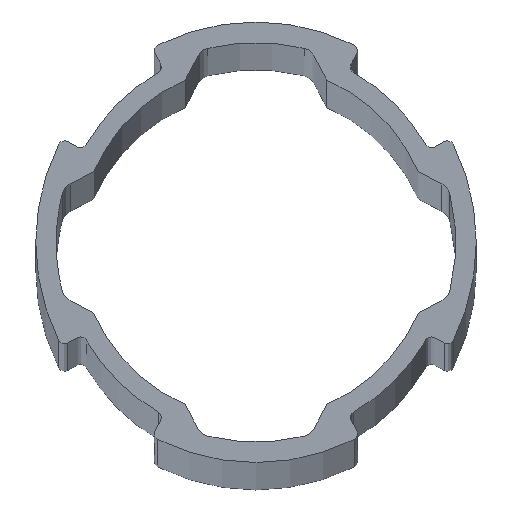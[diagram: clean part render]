
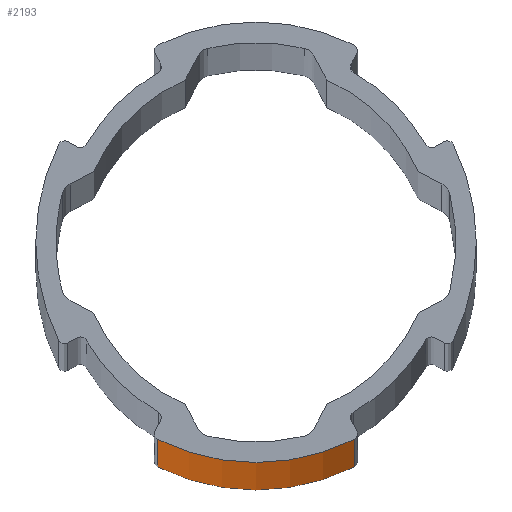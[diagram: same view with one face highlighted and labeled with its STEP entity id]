
A CAD part, top view. The second image highlights one B-rep face of the part: STEP entity #2193.
In plain terms, the highlighted cylindrical face has radius 14 mm (diameter 28 mm), a partial arc.
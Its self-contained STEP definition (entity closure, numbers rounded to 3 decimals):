
#59 = CARTESIAN_POINT ( 'NONE',  ( 0., 0., 1000. ) ) ;
#94 = DIRECTION ( 'NONE',  ( 1., 0., 0. ) ) ;
#216 = CIRCLE ( 'NONE', #862, 14. ) ;
#248 = CARTESIAN_POINT ( 'NONE',  ( -6.234, -12.535, 1000. ) ) ;
#270 = CARTESIAN_POINT ( 'NONE',  ( 0., 0., 1000. ) ) ;
#295 = VERTEX_POINT ( 'NONE', #1167 ) ;
#364 = CARTESIAN_POINT ( 'NONE',  ( 6.234, -12.535, 0. ) ) ;
#377 = LINE ( 'NONE', #1952, #1690 ) ;
#391 = VERTEX_POINT ( 'NONE', #1019 ) ;
#456 = DIRECTION ( 'NONE',  ( 0., 0., -1. ) ) ;
#514 = EDGE_CURVE ( 'NONE', #391, #846, #377, .T. ) ;
#675 = VERTEX_POINT ( 'NONE', #2015 ) ;
#734 = EDGE_LOOP ( 'NONE', ( #835, #2112, #923, #1972 ) ) ;
#753 = DIRECTION ( 'NONE',  ( 1., 0., 0. ) ) ;
#835 = ORIENTED_EDGE ( 'NONE', *, *, #1635, .T. ) ;
#846 = VERTEX_POINT ( 'NONE', #364 ) ;
#858 = CIRCLE ( 'NONE', #2136, 14. ) ;
#862 = AXIS2_PLACEMENT_3D ( 'NONE', #1636, #2172, #94 ) ;
#923 = ORIENTED_EDGE ( 'NONE', *, *, #1342, .F. ) ;
#938 = DIRECTION ( 'NONE',  ( 0., 0., -1. ) ) ;
#1019 = CARTESIAN_POINT ( 'NONE',  ( 6.234, -12.535, 1000. ) ) ;
#1126 = EDGE_CURVE ( 'NONE', #295, #675, #1267, .T. ) ;
#1134 = DIRECTION ( 'NONE',  ( -1., 0., 0. ) ) ;
#1146 = VECTOR ( 'NONE', #938, 1000. ) ;
#1167 = CARTESIAN_POINT ( 'NONE',  ( -6.234, -12.535, 1000. ) ) ;
#1267 = LINE ( 'NONE', #248, #1146 ) ;
#1342 = EDGE_CURVE ( 'NONE', #295, #391, #858, .T. ) ;
#1359 = AXIS2_PLACEMENT_3D ( 'NONE', #270, #456, #1134 ) ;
#1601 = DIRECTION ( 'NONE',  ( 0., 0., 1. ) ) ;
#1635 = EDGE_CURVE ( 'NONE', #675, #846, #216, .T. ) ;
#1636 = CARTESIAN_POINT ( 'NONE',  ( 0., 0., 0. ) ) ;
#1690 = VECTOR ( 'NONE', #2115, 1000. ) ;
#1819 = FACE_OUTER_BOUND ( 'NONE', #734, .T. ) ;
#1952 = CARTESIAN_POINT ( 'NONE',  ( 6.234, -12.535, 1000. ) ) ;
#1972 = ORIENTED_EDGE ( 'NONE', *, *, #1126, .T. ) ;
#2015 = CARTESIAN_POINT ( 'NONE',  ( -6.234, -12.535, 0. ) ) ;
#2112 = ORIENTED_EDGE ( 'NONE', *, *, #514, .F. ) ;
#2115 = DIRECTION ( 'NONE',  ( 0., 0., -1. ) ) ;
#2136 = AXIS2_PLACEMENT_3D ( 'NONE', #59, #1601, #753 ) ;
#2172 = DIRECTION ( 'NONE',  ( 0., 0., 1. ) ) ;
#2193 = ADVANCED_FACE ( 'NONE', ( #1819 ), #2228, .T. ) ;
#2228 = CYLINDRICAL_SURFACE ( 'NONE', #1359, 14. ) ;
